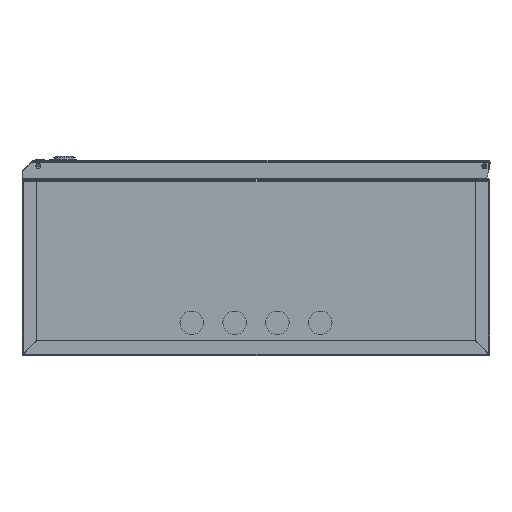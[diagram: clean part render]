
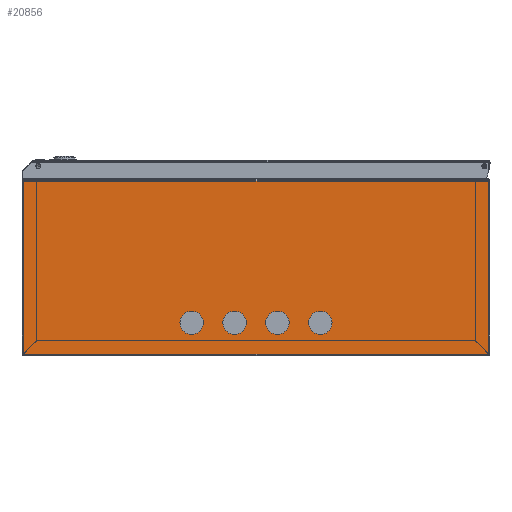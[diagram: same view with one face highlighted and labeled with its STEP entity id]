
A CAD part, front view. The second image highlights one B-rep face of the part: STEP entity #20856.
In plain terms, the highlighted face is planar.
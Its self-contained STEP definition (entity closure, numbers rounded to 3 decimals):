
#157 = EDGE_LOOP ( 'NONE', ( #18138, #24020, #23150, #2984 ) ) ;
#713 = VERTEX_POINT ( 'NONE', #24635 ) ;
#1067 = EDGE_CURVE ( 'NONE', #3253, #17753, #21641, .T. ) ;
#1236 = EDGE_CURVE ( 'NONE', #713, #3564, #21928, .T. ) ;
#1277 = AXIS2_PLACEMENT_3D ( 'NONE', #13194, #1516, #15143 ) ;
#1383 = FACE_BOUND ( 'NONE', #21043, .T. ) ;
#1454 = CARTESIAN_POINT ( 'NONE',  ( -193.453, 0., 284.438 ) ) ;
#1516 = DIRECTION ( 'NONE',  ( 0., 1., 0. ) ) ;
#1599 = DIRECTION ( 'NONE',  ( 0., 0., 1. ) ) ;
#1949 = ORIENTED_EDGE ( 'NONE', *, *, #6449, .F. ) ;
#1951 = CARTESIAN_POINT ( 'NONE',  ( -233.453, 0., -81.062 ) ) ;
#1960 = FACE_BOUND ( 'NONE', #21575, .T. ) ;
#2113 = CARTESIAN_POINT ( 'NONE',  ( -11.753, 0., 514.938 ) ) ;
#2236 = DIRECTION ( 'NONE',  ( 0., 1., 0. ) ) ;
#2368 = CIRCLE ( 'NONE', #9090, 15. ) ;
#2727 = EDGE_CURVE ( 'NONE', #3564, #713, #3848, .T. ) ;
#2781 = VERTEX_POINT ( 'NONE', #2113 ) ;
#2965 = CARTESIAN_POINT ( 'NONE',  ( -233.453, 0., 514.938 ) ) ;
#2969 = DIRECTION ( 'NONE',  ( 0., 1., 0. ) ) ;
#2982 = ORIENTED_EDGE ( 'NONE', *, *, #11259, .F. ) ;
#2984 = ORIENTED_EDGE ( 'NONE', *, *, #1067, .T. ) ;
#3202 = CIRCLE ( 'NONE', #17528, 15. ) ;
#3253 = VERTEX_POINT ( 'NONE', #13240 ) ;
#3433 = CARTESIAN_POINT ( 'NONE',  ( -193.453, 0., 244.438 ) ) ;
#3564 = VERTEX_POINT ( 'NONE', #5712 ) ;
#3848 = CIRCLE ( 'NONE', #20638, 15. ) ;
#4717 = LINE ( 'NONE', #14867, #24931 ) ;
#4833 = EDGE_CURVE ( 'NONE', #17542, #3253, #10779, .T. ) ;
#4936 = CARTESIAN_POINT ( 'NONE',  ( -233.453, 0., 514.938 ) ) ;
#4959 = VECTOR ( 'NONE', #16325, 1000. ) ;
#5492 = DIRECTION ( 'NONE',  ( 0., 0., 1. ) ) ;
#5712 = CARTESIAN_POINT ( 'NONE',  ( -193.453, 0., 259.438 ) ) ;
#6449 = EDGE_CURVE ( 'NONE', #10760, #10588, #21736, .T. ) ;
#6913 = DIRECTION ( 'NONE',  ( 0., 0., 1. ) ) ;
#7017 = CARTESIAN_POINT ( 'NONE',  ( -193.453, 0., 204.438 ) ) ;
#7025 = DIRECTION ( 'NONE',  ( 0., 0., 1. ) ) ;
#7720 = CARTESIAN_POINT ( 'NONE',  ( -193.453, 0., 119.438 ) ) ;
#7835 = EDGE_CURVE ( 'NONE', #17753, #2781, #4717, .T. ) ;
#7914 = ORIENTED_EDGE ( 'NONE', *, *, #20318, .F. ) ;
#8080 = EDGE_LOOP ( 'NONE', ( #2982, #16700 ) ) ;
#8145 = EDGE_CURVE ( 'NONE', #9079, #18626, #20019, .T. ) ;
#8388 = EDGE_CURVE ( 'NONE', #13958, #14668, #3202, .T. ) ;
#8414 = DIRECTION ( 'NONE',  ( 1., 0., 0. ) ) ;
#8909 = ORIENTED_EDGE ( 'NONE', *, *, #16711, .F. ) ;
#8993 = CARTESIAN_POINT ( 'NONE',  ( -193.453, 0., 244.438 ) ) ;
#9079 = VERTEX_POINT ( 'NONE', #7720 ) ;
#9090 = AXIS2_PLACEMENT_3D ( 'NONE', #24999, #13279, #1599 ) ;
#9182 = DIRECTION ( 'NONE',  ( 0., 1., 0. ) ) ;
#9739 = CARTESIAN_POINT ( 'NONE',  ( -11.753, 0., 514.938 ) ) ;
#10588 = VERTEX_POINT ( 'NONE', #1454 ) ;
#10760 = VERTEX_POINT ( 'NONE', #11835 ) ;
#10779 = LINE ( 'NONE', #1951, #4959 ) ;
#10807 = DIRECTION ( 'NONE',  ( 0., 1., 0. ) ) ;
#11086 = CARTESIAN_POINT ( 'NONE',  ( -193.453, 0., 174.438 ) ) ;
#11137 = FACE_OUTER_BOUND ( 'NONE', #157, .T. ) ;
#11240 = CARTESIAN_POINT ( 'NONE',  ( -193.453, 0., 299.438 ) ) ;
#11259 = EDGE_CURVE ( 'NONE', #18626, #9079, #23844, .T. ) ;
#11727 = CARTESIAN_POINT ( 'NONE',  ( -193.453, 0., 149.438 ) ) ;
#11835 = CARTESIAN_POINT ( 'NONE',  ( -193.453, 0., 314.438 ) ) ;
#11919 = CARTESIAN_POINT ( 'NONE',  ( -193.453, 0., 134.438 ) ) ;
#11970 = CARTESIAN_POINT ( 'NONE',  ( -11.753, 0., -81.062 ) ) ;
#12372 = AXIS2_PLACEMENT_3D ( 'NONE', #11240, #2236, #22287 ) ;
#12634 = DIRECTION ( 'NONE',  ( 0., 0., 1. ) ) ;
#12720 = VECTOR ( 'NONE', #23453, 1000. ) ;
#12732 = PLANE ( 'NONE',  #13366 ) ;
#12901 = AXIS2_PLACEMENT_3D ( 'NONE', #20915, #9182, #22893 ) ;
#12913 = CARTESIAN_POINT ( 'NONE',  ( -233.453, 0., -81.062 ) ) ;
#13194 = CARTESIAN_POINT ( 'NONE',  ( -193.453, 0., 299.438 ) ) ;
#13240 = CARTESIAN_POINT ( 'NONE',  ( -233.453, 0., -81.062 ) ) ;
#13279 = DIRECTION ( 'NONE',  ( 0., 1., 0. ) ) ;
#13366 = AXIS2_PLACEMENT_3D ( 'NONE', #4936, #18661, #6913 ) ;
#13958 = VERTEX_POINT ( 'NONE', #7017 ) ;
#14511 = AXIS2_PLACEMENT_3D ( 'NONE', #3433, #19336, #5492 ) ;
#14668 = VERTEX_POINT ( 'NONE', #11086 ) ;
#14867 = CARTESIAN_POINT ( 'NONE',  ( -233.453, 0., 514.938 ) ) ;
#15143 = DIRECTION ( 'NONE',  ( 0., 0., 1. ) ) ;
#15760 = ORIENTED_EDGE ( 'NONE', *, *, #1236, .F. ) ;
#16131 = ORIENTED_EDGE ( 'NONE', *, *, #8388, .F. ) ;
#16325 = DIRECTION ( 'NONE',  ( -1., 0., 0. ) ) ;
#16364 = FACE_BOUND ( 'NONE', #20077, .T. ) ;
#16700 = ORIENTED_EDGE ( 'NONE', *, *, #8145, .F. ) ;
#16711 = EDGE_CURVE ( 'NONE', #14668, #13958, #2368, .T. ) ;
#17528 = AXIS2_PLACEMENT_3D ( 'NONE', #23001, #22966, #22904 ) ;
#17542 = VERTEX_POINT ( 'NONE', #11970 ) ;
#17753 = VERTEX_POINT ( 'NONE', #2965 ) ;
#17960 = LINE ( 'NONE', #9739, #12720 ) ;
#18032 = AXIS2_PLACEMENT_3D ( 'NONE', #11919, #2969, #7025 ) ;
#18138 = ORIENTED_EDGE ( 'NONE', *, *, #7835, .T. ) ;
#18626 = VERTEX_POINT ( 'NONE', #11727 ) ;
#18661 = DIRECTION ( 'NONE',  ( 0., 1., 0. ) ) ;
#19336 = DIRECTION ( 'NONE',  ( 0., 1., 0. ) ) ;
#20019 = CIRCLE ( 'NONE', #18032, 15. ) ;
#20077 = EDGE_LOOP ( 'NONE', ( #16131, #8909 ) ) ;
#20318 = EDGE_CURVE ( 'NONE', #10588, #10760, #23114, .T. ) ;
#20355 = DIRECTION ( 'NONE',  ( 0., 0., 1. ) ) ;
#20638 = AXIS2_PLACEMENT_3D ( 'NONE', #8993, #10807, #12634 ) ;
#20795 = ORIENTED_EDGE ( 'NONE', *, *, #2727, .F. ) ;
#20856 = ADVANCED_FACE ( 'NONE', ( #16364, #1383, #1960, #21538, #11137 ), #12732, .T. ) ;
#20915 = CARTESIAN_POINT ( 'NONE',  ( -193.453, 0., 134.438 ) ) ;
#21019 = VECTOR ( 'NONE', #20355, 1000. ) ;
#21043 = EDGE_LOOP ( 'NONE', ( #1949, #7914 ) ) ;
#21538 = FACE_BOUND ( 'NONE', #8080, .T. ) ;
#21575 = EDGE_LOOP ( 'NONE', ( #20795, #15760 ) ) ;
#21641 = LINE ( 'NONE', #12913, #21019 ) ;
#21736 = CIRCLE ( 'NONE', #12372, 15. ) ;
#21928 = CIRCLE ( 'NONE', #14511, 15. ) ;
#22287 = DIRECTION ( 'NONE',  ( 0., 0., 1. ) ) ;
#22412 = EDGE_CURVE ( 'NONE', #2781, #17542, #17960, .T. ) ;
#22893 = DIRECTION ( 'NONE',  ( 0., 0., 1. ) ) ;
#22904 = DIRECTION ( 'NONE',  ( 0., 0., 1. ) ) ;
#22966 = DIRECTION ( 'NONE',  ( 0., 1., 0. ) ) ;
#23001 = CARTESIAN_POINT ( 'NONE',  ( -193.453, 0., 189.438 ) ) ;
#23114 = CIRCLE ( 'NONE', #1277, 15. ) ;
#23150 = ORIENTED_EDGE ( 'NONE', *, *, #4833, .T. ) ;
#23453 = DIRECTION ( 'NONE',  ( 0., 0., -1. ) ) ;
#23844 = CIRCLE ( 'NONE', #12901, 15. ) ;
#24020 = ORIENTED_EDGE ( 'NONE', *, *, #22412, .T. ) ;
#24635 = CARTESIAN_POINT ( 'NONE',  ( -193.453, 0., 229.438 ) ) ;
#24931 = VECTOR ( 'NONE', #8414, 1000. ) ;
#24999 = CARTESIAN_POINT ( 'NONE',  ( -193.453, 0., 189.438 ) ) ;
